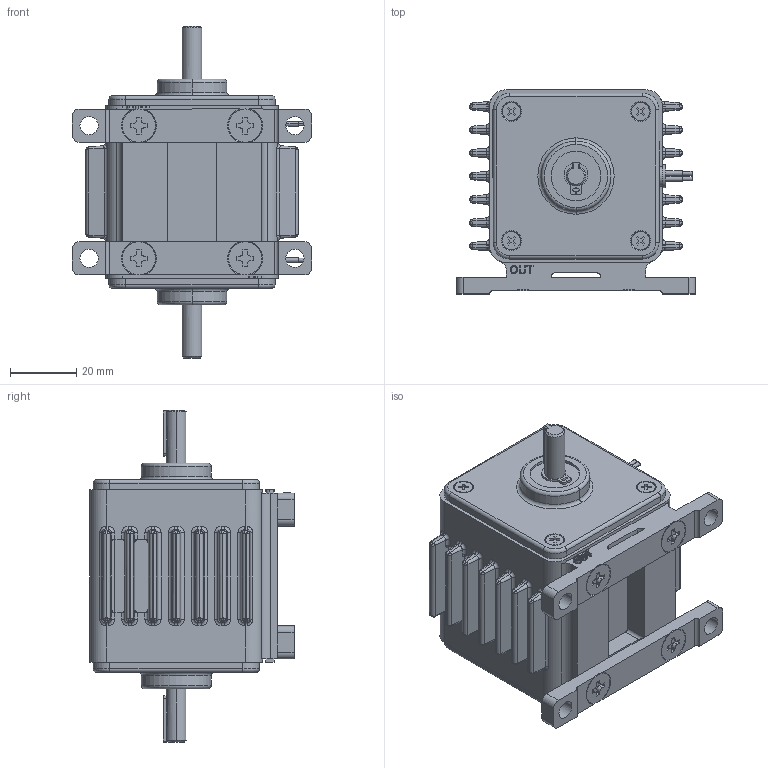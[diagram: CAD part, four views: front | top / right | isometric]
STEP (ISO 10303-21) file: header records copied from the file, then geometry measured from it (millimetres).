
FILE_DESCRIPTION (( 'STEP AP203' ), '1' );
FILE_NAME ('MP5.STEP', '2019-02-26T07:46:56', ( '' ), ( '' ), 'SwSTEP 2.0', 'SolidWorks 2018', '' );
FILE_SCHEMA (( 'CONFIG_CONTROL_DESIGN' ));
Length unit declared in the file: millimetre
Products named in the file (1): MP5
Bounding box: 72 x 61.5 x 100 mm (x, y, z)
Volume: 174689.1 mm3; surface area: 28207.3 mm2
Topology: 1 solids, 1 shells, 1036 faces, 2636 edges, 1576 vertices
Faces by surface type: plane 435, cylinder 335, bspline 112, cone 90, torus 64
Entity records: 66543 total; most frequent: CARTESIAN_POINT 42384, ORIENTED_EDGE 5128, DIRECTION 4856, EDGE_CURVE 2564, AXIS2_PLACEMENT_3D 1678, VERTEX_POINT 1576, LINE 1500, VECTOR 1500
